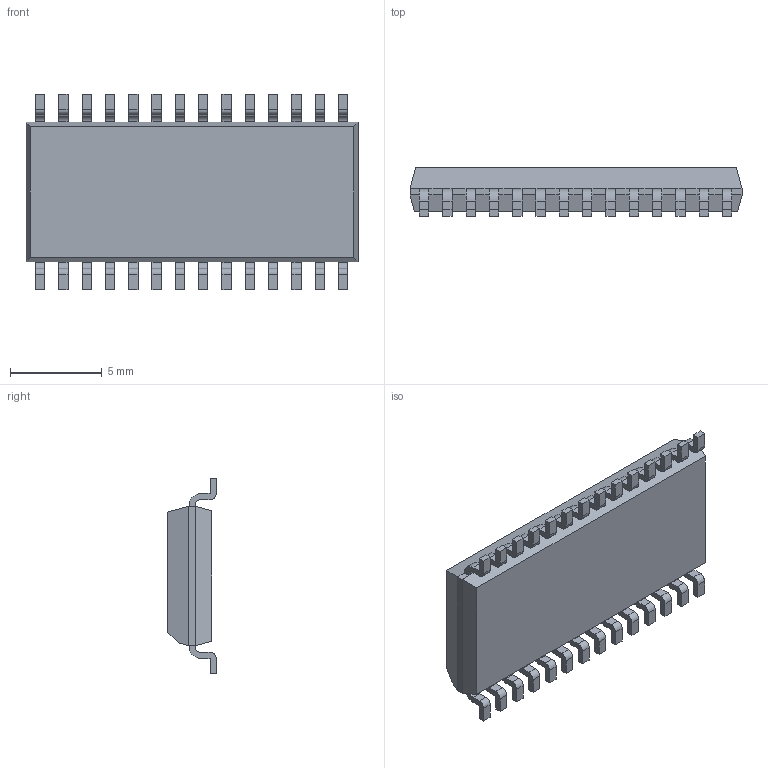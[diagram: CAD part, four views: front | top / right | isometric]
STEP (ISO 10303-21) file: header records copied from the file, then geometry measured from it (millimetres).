
FILE_DESCRIPTION (( 'STEP AP214' ), '1' );
FILE_NAME ('29FBF3D1-4650-422A-8CB9-FE9D7B1BFC38.STEP', '2009-03-24T16:06:17', ( 'sysAdmin' ), ( 'SolidWorks' ), 'SwSTEP 2.0', 'SolidWorks 2009', '' );
FILE_SCHEMA (( 'AUTOMOTIVE_DESIGN' ));
Length unit declared in the file: millimetre
Products named in the file (1): 29FBF3D1-4650-422A-8CB9-FE9D7B1BFC38
Bounding box: 18.08 x 2.64 x 10.67 mm (x, y, z)
Volume: 322.5 mm3; surface area: 480.4 mm2
Topology: 1 solids, 1 shells, 382 faces, 1021 edges, 642 vertices
Faces by surface type: plane 296, cylinder 86
Entity records: 12165 total; most frequent: CARTESIAN_POINT 2046, ORIENTED_EDGE 2042, DIRECTION 1959, EDGE_CURVE 1021, VECTOR 849, LINE 849, VERTEX_POINT 642, AXIS2_PLACEMENT_3D 555
